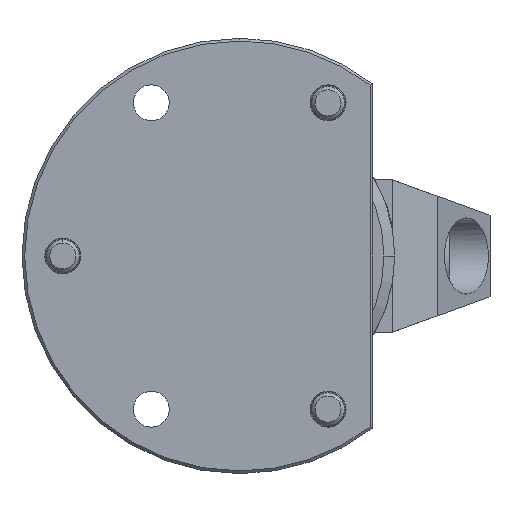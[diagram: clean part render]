
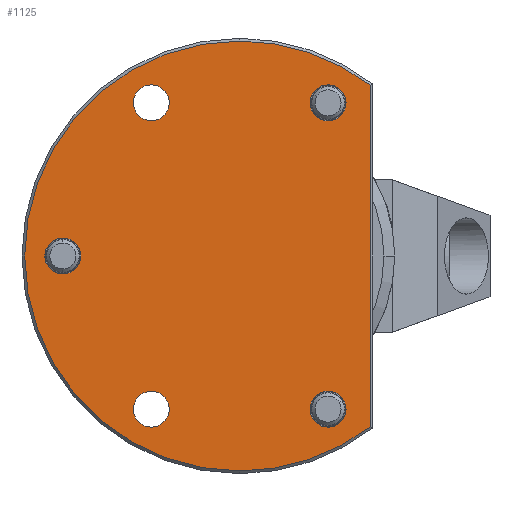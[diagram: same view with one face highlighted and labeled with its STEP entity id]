
A CAD part, front view. The second image highlights one B-rep face of the part: STEP entity #1125.
In plain terms, the highlighted planar face has unit normal (0, -1, 0).
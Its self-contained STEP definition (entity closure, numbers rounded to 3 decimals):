
#1125=ADVANCED_FACE('NONE',(#3208,#3209,#3210,#3211,#3212,#3213),#3214,.F.);
#3208=FACE_OUTER_BOUND('',#6418,.T.);
#3209=FACE_BOUND('',#6419,.T.);
#3210=FACE_BOUND('',#6420,.T.);
#3211=FACE_BOUND('',#6421,.T.);
#3212=FACE_BOUND('',#6422,.T.);
#3213=FACE_BOUND('',#6423,.T.);
#3214=PLANE('',#6424);
#6418=EDGE_LOOP('',(#9728,#9729,#9730,#9731));
#6419=EDGE_LOOP('',(#9732,#9733));
#6420=EDGE_LOOP('',(#9734,#9735));
#6421=EDGE_LOOP('',(#9736,#9737));
#6422=EDGE_LOOP('',(#9738,#9739));
#6423=EDGE_LOOP('',(#9740,#9741));
#6424=AXIS2_PLACEMENT_3D('',#9742,#9743,#9744);
#9728=ORIENTED_EDGE('',*,*,#18726,.F.);
#9729=ORIENTED_EDGE('',*,*,#18727,.F.);
#9730=ORIENTED_EDGE('',*,*,#18687,.F.);
#9731=ORIENTED_EDGE('',*,*,#18682,.F.);
#9732=ORIENTED_EDGE('',*,*,#18661,.T.);
#9733=ORIENTED_EDGE('',*,*,#18728,.T.);
#9734=ORIENTED_EDGE('',*,*,#18652,.T.);
#9735=ORIENTED_EDGE('',*,*,#18729,.T.);
#9736=ORIENTED_EDGE('',*,*,#18643,.T.);
#9737=ORIENTED_EDGE('',*,*,#18730,.T.);
#9738=ORIENTED_EDGE('',*,*,#18679,.T.);
#9739=ORIENTED_EDGE('',*,*,#18731,.T.);
#9740=ORIENTED_EDGE('',*,*,#18670,.T.);
#9741=ORIENTED_EDGE('',*,*,#18732,.T.);
#9742=CARTESIAN_POINT('',(0.0,0.0,0.0));
#9743=DIRECTION('',(0.0,1.0,0.0));
#9744=DIRECTION('',(1.0,0.0,-0.0));
#18643=EDGE_CURVE('NONE',#22260,#22258,#22261,.T.);
#18652=EDGE_CURVE('NONE',#22275,#22273,#22276,.T.);
#18661=EDGE_CURVE('NONE',#22290,#22288,#22291,.T.);
#18670=EDGE_CURVE('NONE',#22305,#22303,#22306,.T.);
#18679=EDGE_CURVE('NONE',#22320,#22318,#22321,.T.);
#18682=EDGE_CURVE('NONE',#22324,#22325,#22326,.T.);
#18687=EDGE_CURVE('NONE',#22325,#22333,#22334,.T.);
#18726=EDGE_CURVE('NONE',#22393,#22324,#22394,.T.);
#18727=EDGE_CURVE('NONE',#22333,#22393,#22395,.T.);
#18728=EDGE_CURVE('NONE',#22288,#22290,#22396,.T.);
#18729=EDGE_CURVE('NONE',#22273,#22275,#22397,.T.);
#18730=EDGE_CURVE('NONE',#22258,#22260,#22398,.T.);
#18731=EDGE_CURVE('NONE',#22318,#22320,#22399,.T.);
#18732=EDGE_CURVE('NONE',#22303,#22305,#22400,.T.);
#22258=VERTEX_POINT('NONE',#27611);
#22260=VERTEX_POINT('NONE',#27614);
#22261=CIRCLE('',#27615,3.3);
#22273=VERTEX_POINT('NONE',#27630);
#22275=VERTEX_POINT('NONE',#27633);
#22276=CIRCLE('',#27634,3.3);
#22288=VERTEX_POINT('NONE',#27649);
#22290=VERTEX_POINT('NONE',#27652);
#22291=CIRCLE('',#27653,3.3);
#22303=VERTEX_POINT('NONE',#27668);
#22305=VERTEX_POINT('NONE',#27671);
#22306=CIRCLE('',#27672,3.3);
#22318=VERTEX_POINT('NONE',#27687);
#22320=VERTEX_POINT('NONE',#27690);
#22321=CIRCLE('',#27691,3.3);
#22324=VERTEX_POINT('NONE',#27695);
#22325=VERTEX_POINT('NONE',#27696);
#22326=CIRCLE('',#27697,39.5);
#22333=VERTEX_POINT('NONE',#27708);
#22334=CIRCLE('',#27709,39.5);
#22393=VERTEX_POINT('NONE',#27785);
#22394=LINE('',#27786,#27787);
#22395=CIRCLE('',#27788,39.5);
#22396=CIRCLE('',#27789,3.3);
#22397=CIRCLE('',#27790,3.3);
#22398=CIRCLE('',#27791,3.3);
#22399=CIRCLE('',#27792,3.3);
#22400=CIRCLE('',#27793,3.3);
#27611=CARTESIAN_POINT('',(-16.25,0.0,-24.846));
#27614=CARTESIAN_POINT('',(-16.25,0.0,-31.446));
#27615=AXIS2_PLACEMENT_3D('',#38081,#38082,#38083);
#27630=CARTESIAN_POINT('',(-32.5,0.0,3.3));
#27633=CARTESIAN_POINT('',(-32.5,0.0,-3.3));
#27634=AXIS2_PLACEMENT_3D('',#38094,#38095,#38096);
#27649=CARTESIAN_POINT('',(-16.25,0.0,31.446));
#27652=CARTESIAN_POINT('',(-16.25,0.0,24.846));
#27653=AXIS2_PLACEMENT_3D('',#38107,#38108,#38109);
#27668=CARTESIAN_POINT('',(16.25,0.0,31.446));
#27671=CARTESIAN_POINT('',(16.25,0.0,24.846));
#27672=AXIS2_PLACEMENT_3D('',#38120,#38121,#38122);
#27687=CARTESIAN_POINT('',(16.25,0.0,-24.846));
#27690=CARTESIAN_POINT('',(16.25,0.0,-31.446));
#27691=AXIS2_PLACEMENT_3D('',#38133,#38134,#38135);
#27695=CARTESIAN_POINT('',(24.0,0.,-31.373));
#27696=CARTESIAN_POINT('',(0.,0.,-39.5));
#27697=AXIS2_PLACEMENT_3D('',#38137,#38138,#38139);
#27708=CARTESIAN_POINT('',(0.0,0.,39.5));
#27709=AXIS2_PLACEMENT_3D('',#38144,#38145,#38146);
#27785=CARTESIAN_POINT('',(24.0,0.,31.373));
#27786=CARTESIAN_POINT('',(24.0,0.0,0.0));
#27787=VECTOR('',#38203,1000.0);
#27788=AXIS2_PLACEMENT_3D('',#38204,#38205,#38206);
#27789=AXIS2_PLACEMENT_3D('',#38207,#38208,#38209);
#27790=AXIS2_PLACEMENT_3D('',#38210,#38211,#38212);
#27791=AXIS2_PLACEMENT_3D('',#38213,#38214,#38215);
#27792=AXIS2_PLACEMENT_3D('',#38216,#38217,#38218);
#27793=AXIS2_PLACEMENT_3D('',#38219,#38220,#38221);
#38081=CARTESIAN_POINT('',(-16.25,0.0,-28.146));
#38082=DIRECTION('',(0.0,1.0,0.0));
#38083=DIRECTION('',(0.0,0.0,1.0));
#38094=CARTESIAN_POINT('',(-32.5,0.0,0.0));
#38095=DIRECTION('',(0.0,1.0,0.0));
#38096=DIRECTION('',(0.0,0.0,1.0));
#38107=CARTESIAN_POINT('',(-16.25,0.0,28.146));
#38108=DIRECTION('',(0.0,1.0,0.0));
#38109=DIRECTION('',(0.0,0.0,1.0));
#38120=CARTESIAN_POINT('',(16.25,0.0,28.146));
#38121=DIRECTION('',(0.0,1.0,0.0));
#38122=DIRECTION('',(0.0,0.0,1.0));
#38133=CARTESIAN_POINT('',(16.25,0.0,-28.146));
#38134=DIRECTION('',(0.0,1.0,0.0));
#38135=DIRECTION('',(0.0,0.0,1.0));
#38137=CARTESIAN_POINT('',(0.0,0.,0.0));
#38138=DIRECTION('',(0.0,1.0,0.0));
#38139=DIRECTION('',(0.0,0.0,1.0));
#38144=CARTESIAN_POINT('',(0.0,0.,0.0));
#38145=DIRECTION('',(0.0,1.0,0.0));
#38146=DIRECTION('',(0.0,0.0,1.0));
#38203=DIRECTION('',(-0.0,0.0,-1.0));
#38204=CARTESIAN_POINT('',(0.0,0.,0.0));
#38205=DIRECTION('',(0.0,1.0,0.0));
#38206=DIRECTION('',(0.0,0.0,1.0));
#38207=CARTESIAN_POINT('',(-16.25,0.0,28.146));
#38208=DIRECTION('',(0.0,1.0,0.0));
#38209=DIRECTION('',(0.0,0.0,1.0));
#38210=CARTESIAN_POINT('',(-32.5,0.0,0.0));
#38211=DIRECTION('',(0.0,1.0,0.0));
#38212=DIRECTION('',(0.0,0.0,1.0));
#38213=CARTESIAN_POINT('',(-16.25,0.0,-28.146));
#38214=DIRECTION('',(0.0,1.0,0.0));
#38215=DIRECTION('',(0.0,0.0,1.0));
#38216=CARTESIAN_POINT('',(16.25,0.0,-28.146));
#38217=DIRECTION('',(0.0,1.0,0.0));
#38218=DIRECTION('',(0.0,0.0,1.0));
#38219=CARTESIAN_POINT('',(16.25,0.0,28.146));
#38220=DIRECTION('',(0.0,1.0,0.0));
#38221=DIRECTION('',(0.0,0.0,1.0));
